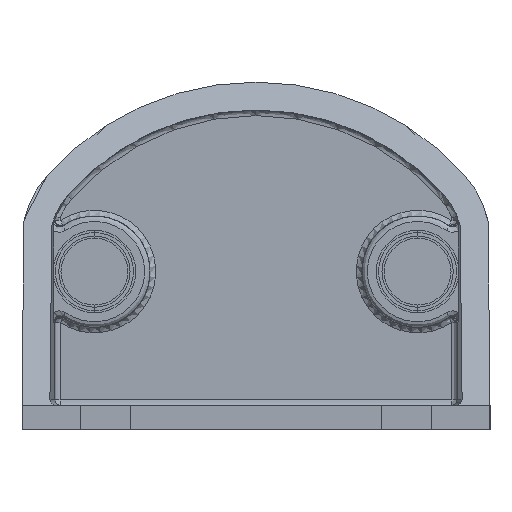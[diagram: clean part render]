
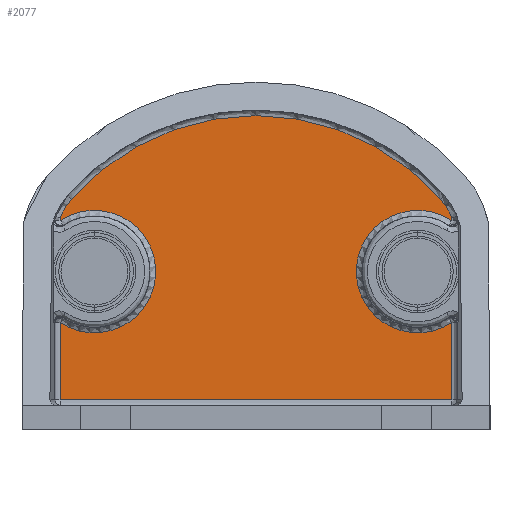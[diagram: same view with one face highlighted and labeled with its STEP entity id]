
A CAD part, left-side view. The second image highlights one B-rep face of the part: STEP entity #2077.
In plain terms, the highlighted free-form (B-spline) face has degree [1, 1] with [2, 2] control points.
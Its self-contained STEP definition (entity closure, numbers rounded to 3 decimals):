
#1985=CARTESIAN_POINT('',(18.0,3.438,28.2));
#1986=CARTESIAN_POINT('',(18.,38.562,28.2));
#1987=CARTESIAN_POINT('',(18.,3.438,2.7));
#1988=CARTESIAN_POINT('',(18.0,38.562,2.7));
#1989=B_SPLINE_SURFACE_WITH_KNOTS('',1,1,((#1985,#1987),(#1986,#1988)),.UNSPECIFIED.,.F.,.F.,.U.,(2,2),(2,2),(0.0,35.125),(0.0,25.5),.UNSPECIFIED.);
#1990=CARTESIAN_POINT('',(18.0,3.438,2.7));
#1991=VERTEX_POINT('',#1990);
#1992=CARTESIAN_POINT('',(18.0,38.562,2.7));
#1993=VERTEX_POINT('',#1992);
#1994=CARTESIAN_POINT('',(18.0,3.438,2.7));
#1995=DIRECTION('',(0.0,1.0,0.0));
#1996=VECTOR('',#1995,35.125);
#1997=LINE('',#1994,#1996);
#1998=EDGE_CURVE('',#1991,#1993,#1997,.T.);
#1999=ORIENTED_EDGE('',*,*,#1998,.F.);
#2000=CARTESIAN_POINT('',(18.0,3.438,9.631));
#2001=VERTEX_POINT('',#2000);
#2002=CARTESIAN_POINT('',(18.0,3.438,9.631));
#2003=DIRECTION('',(0.0,0.0,-1.0));
#2004=VECTOR('',#2003,6.931);
#2005=LINE('',#2002,#2004);
#2006=EDGE_CURVE('',#2001,#1991,#2005,.T.);
#2007=ORIENTED_EDGE('',*,*,#2006,.F.);
#2008=CARTESIAN_POINT('',(18.0,3.438,18.769));
#2009=VERTEX_POINT('',#2008);
#2010=CARTESIAN_POINT('',(18.0,6.5,14.2));
#2011=DIRECTION('',(-1.0,0.0,0.0));
#2012=DIRECTION('',(0.0,1.0,0.0));
#2013=AXIS2_PLACEMENT_3D('',#2010,#2011,#2012);
#2014=CIRCLE('',#2013,5.5);
#2015=EDGE_CURVE('',#2009,#2001,#2014,.T.);
#2016=ORIENTED_EDGE('',*,*,#2015,.F.);
#2017=CARTESIAN_POINT('',(18.0,3.438,19.051));
#2018=VERTEX_POINT('',#2017);
#2019=CARTESIAN_POINT('',(18.0,3.438,19.051));
#2020=DIRECTION('',(0.0,0.0,-1.0));
#2021=VECTOR('',#2020,0.282);
#2022=LINE('',#2019,#2021);
#2023=EDGE_CURVE('',#2018,#2009,#2022,.T.);
#2024=ORIENTED_EDGE('',*,*,#2023,.F.);
#2025=CARTESIAN_POINT('',(18.,4.466,20.713));
#2026=VERTEX_POINT('',#2025);
#2027=CARTESIAN_POINT('',(18.,8.9,16.821));
#2028=DIRECTION('',(1.0,0.0,0.0));
#2029=DIRECTION('',(0.0,-0.853,0.522));
#2030=AXIS2_PLACEMENT_3D('',#2027,#2028,#2029);
#2031=CIRCLE('',#2030,5.9);
#2032=EDGE_CURVE('',#2026,#2018,#2031,.T.);
#2033=ORIENTED_EDGE('',*,*,#2032,.F.);
#2034=CARTESIAN_POINT('',(18.0,37.534,20.713));
#2035=VERTEX_POINT('',#2034);
#2036=CARTESIAN_POINT('',(18.0,21.0,6.2));
#2037=DIRECTION('',(1.0,0.0,0.0));
#2038=DIRECTION('',(0.0,0.0,1.0));
#2039=AXIS2_PLACEMENT_3D('',#2036,#2037,#2038);
#2040=CIRCLE('',#2039,22.0);
#2041=EDGE_CURVE('',#2035,#2026,#2040,.T.);
#2042=ORIENTED_EDGE('',*,*,#2041,.F.);
#2043=CARTESIAN_POINT('',(18.0,38.562,19.051));
#2044=VERTEX_POINT('',#2043);
#2045=CARTESIAN_POINT('',(18.,33.1,16.821));
#2046=DIRECTION('',(1.0,0.0,0.0));
#2047=DIRECTION('',(0.0,0.853,0.522));
#2048=AXIS2_PLACEMENT_3D('',#2045,#2046,#2047);
#2049=CIRCLE('',#2048,5.9);
#2050=EDGE_CURVE('',#2044,#2035,#2049,.T.);
#2051=ORIENTED_EDGE('',*,*,#2050,.F.);
#2052=CARTESIAN_POINT('',(18.0,38.562,18.769));
#2053=VERTEX_POINT('',#2052);
#2054=CARTESIAN_POINT('',(18.0,38.562,18.769));
#2055=DIRECTION('',(0.0,0.0,1.0));
#2056=VECTOR('',#2055,0.282);
#2057=LINE('',#2054,#2056);
#2058=EDGE_CURVE('',#2053,#2044,#2057,.T.);
#2059=ORIENTED_EDGE('',*,*,#2058,.F.);
#2060=CARTESIAN_POINT('',(18.0,38.562,9.631));
#2061=VERTEX_POINT('',#2060);
#2062=CARTESIAN_POINT('',(18.,35.5,14.2));
#2063=DIRECTION('',(-1.0,0.0,0.0));
#2064=DIRECTION('',(0.0,-1.0,0.0));
#2065=AXIS2_PLACEMENT_3D('',#2062,#2063,#2064);
#2066=CIRCLE('',#2065,5.5);
#2067=EDGE_CURVE('',#2061,#2053,#2066,.T.);
#2068=ORIENTED_EDGE('',*,*,#2067,.F.);
#2069=CARTESIAN_POINT('',(18.,38.562,2.7));
#2070=DIRECTION('',(0.0,0.0,1.0));
#2071=VECTOR('',#2070,6.931);
#2072=LINE('',#2069,#2071);
#2073=EDGE_CURVE('',#1993,#2061,#2072,.T.);
#2074=ORIENTED_EDGE('',*,*,#2073,.F.);
#2075=EDGE_LOOP('',(#1999,#2007,#2016,#2024,#2033,#2042,#2051,#2059,#2068,#2074));
#2076=FACE_OUTER_BOUND('',#2075,.T.);
#2077=ADVANCED_FACE('',(#2076),#1989,.T.);
